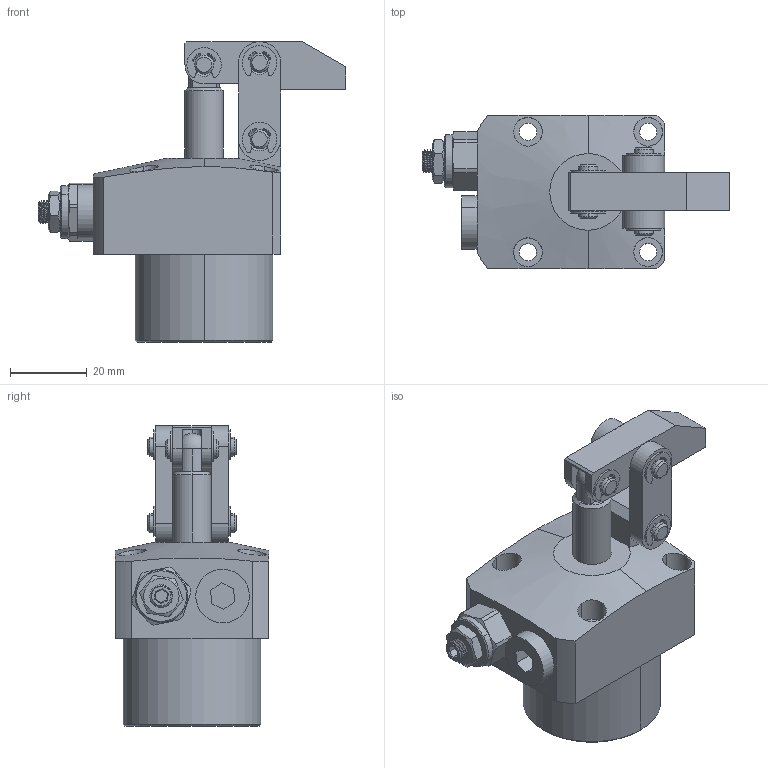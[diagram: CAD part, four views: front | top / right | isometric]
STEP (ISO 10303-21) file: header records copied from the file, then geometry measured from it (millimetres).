
FILE_DESCRIPTION (( 'STEP AP203' ), '1' );
FILE_NAME ('CLKA-036C杠杆油压缸三维图.STEP', '2019-04-17T00:34:06', ( 'User' ), ( 'china' ), 'SwSTEP 2.0', 'SolidWorks 2018', '' );
FILE_SCHEMA (( 'CONFIG_CONTROL_DESIGN' ));
Length unit declared in the file: millimetre
Products named in the file (10): ｻ鏸鄕ﾋ_1_1_1; 囀鞠褒黑芛郔陔1-8; CLKA036G掛极; CZL10覃厒概666; 縐銅_1; CLKA-036C杠杆油压缸三维图; 蟀裝_1; 种粣1_1; 种粣2_1; 揤旋_1
Assembly tree (16 placements, depth 2):
  CLKA-036C杠杆油压缸三维图
    縐銅_1  x6
    蟀裝_1  x2
    种粣1_1  x2
    种粣2_1
    揤旋_1
    ｻ鏸鄕ﾋ_1_1_1
    囀鞠褒黑芛郔陔1-8
    CLKA036G掛极
    CZL10覃厒概666
Bounding box: 80.3 x 40 x 78.5 mm (x, y, z)
Volume: 65159.3 mm3; surface area: 26825.5 mm2
Topology: 17 solids, 19 shells, 559 faces, 1405 edges, 905 vertices
Faces by surface type: cylinder 267, plane 170, cone 93, torus 16, bspline 9, sphere 4
Entity records: 17377 total; most frequent: CARTESIAN_POINT 6412, DIRECTION 2084, ORIENTED_EDGE 2012, EDGE_CURVE 1009, AXIS2_PLACEMENT_3D 832, VERTEX_POINT 648, EDGE_LOOP 476, LINE 420
